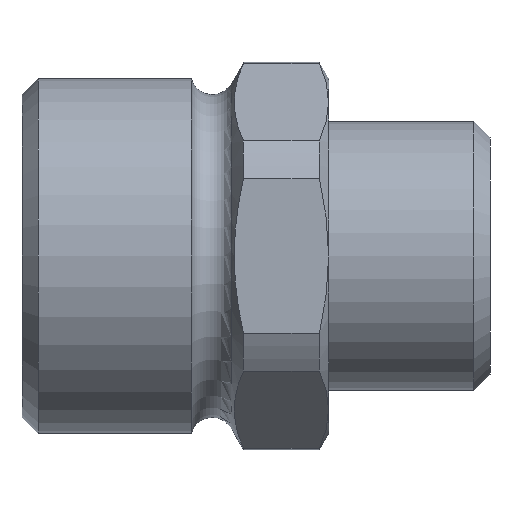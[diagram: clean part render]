
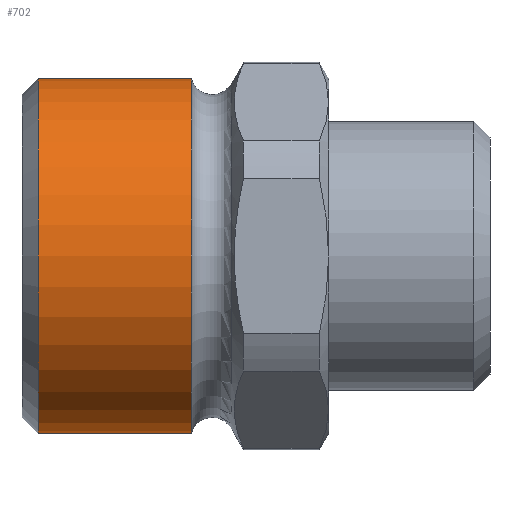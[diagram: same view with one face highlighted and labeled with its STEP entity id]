
A CAD part, front view. The second image highlights one B-rep face of the part: STEP entity #702.
In plain terms, the highlighted cylindrical face has radius 11 mm (diameter 22 mm), a full revolution.
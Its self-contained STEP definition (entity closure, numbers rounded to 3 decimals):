
#152=ORIENTED_EDGE('',*,*,#264,.T.);
#153=ORIENTED_EDGE('',*,*,#265,.T.);
#264=EDGE_CURVE('',#308,#308,#340,.F.);
#265=EDGE_CURVE('',#309,#309,#341,.T.);
#308=VERTEX_POINT('',#1104);
#309=VERTEX_POINT('',#1106);
#340=CIRCLE('',#766,11.);
#341=CIRCLE('',#767,11.);
#367=EDGE_LOOP('',(#152));
#368=EDGE_LOOP('',(#153));
#415=FACE_BOUND('',#367,.T.);
#416=FACE_BOUND('',#368,.T.);
#450=CYLINDRICAL_SURFACE('',#765,11.);
#702=ADVANCED_FACE('',(#415,#416),#450,.T.);
#765=AXIS2_PLACEMENT_3D('',#1102,#885,#886);
#766=AXIS2_PLACEMENT_3D('',#1103,#887,#888);
#767=AXIS2_PLACEMENT_3D('',#1105,#889,#890);
#885=DIRECTION('',(-1.,0.,0.));
#886=DIRECTION('',(0.,0.,1.));
#887=DIRECTION('',(-1.,0.,0.));
#888=DIRECTION('',(0.,0.,1.));
#889=DIRECTION('',(-1.,0.,0.));
#890=DIRECTION('',(0.,0.,1.));
#1102=CARTESIAN_POINT('',(-30.,0.,0.));
#1103=CARTESIAN_POINT('',(1.,0.,0.));
#1104=CARTESIAN_POINT('',(1.,0.,11.));
#1105=CARTESIAN_POINT('',(10.5,0.,0.));
#1106=CARTESIAN_POINT('',(10.5,0.,11.));
